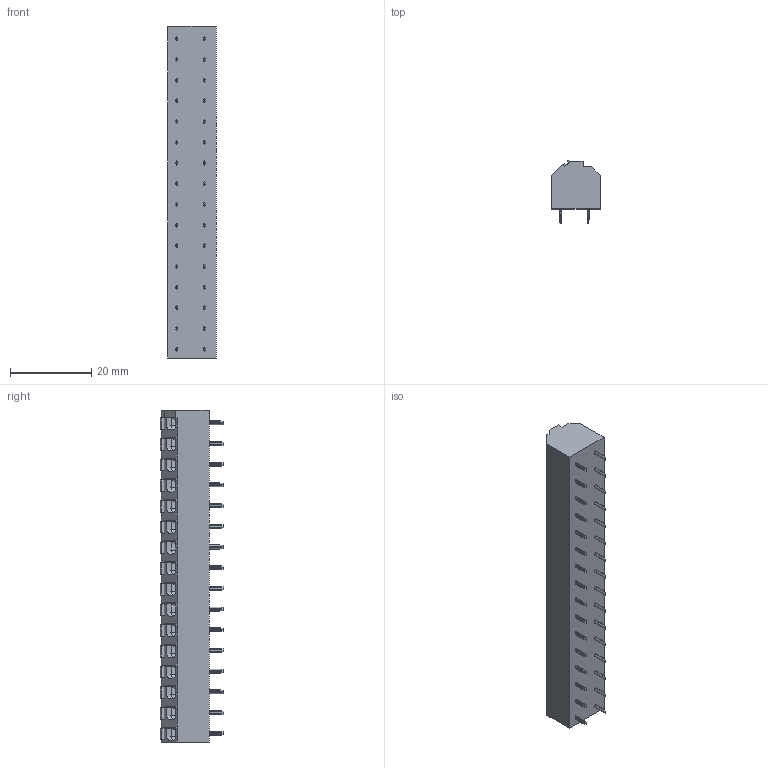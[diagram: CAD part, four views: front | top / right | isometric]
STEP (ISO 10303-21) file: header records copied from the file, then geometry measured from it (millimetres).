
FILE_DESCRIPTION((''),'2;1');
FILE_NAME('PRT0001','2024-09-25T',('sj'),(''),'PRO/ENGINEER BY PARAMETRIC TECHNOLOGY CORPORATION, 2013240','PRO/ENGINEER BY PARAMETRIC TECHNOLOGY CORPORATION, 2013240','');
FILE_SCHEMA(('AUTOMOTIVE_DESIGN_CC2 { 1 2 10303 214 -1 1 5 2 }'));
Length unit declared in the file: millimetre
Products named in the file (1): PRT0001
Bounding box: 12 x 15.56 x 81.51 mm (x, y, z)
Volume: 9778.1 mm3; surface area: 5017 mm2
Topology: 1 solids, 1 shells, 826 faces, 2232 edges, 1456 vertices
Faces by surface type: plane 650, cylinder 144, cone 32
Entity records: 25524 total; most frequent: CARTESIAN_POINT 4706, ORIENTED_EDGE 4464, DIRECTION 4076, EDGE_CURVE 2232, VECTOR 1784, LINE 1784, VERTEX_POINT 1456, AXIS2_PLACEMENT_3D 1146
